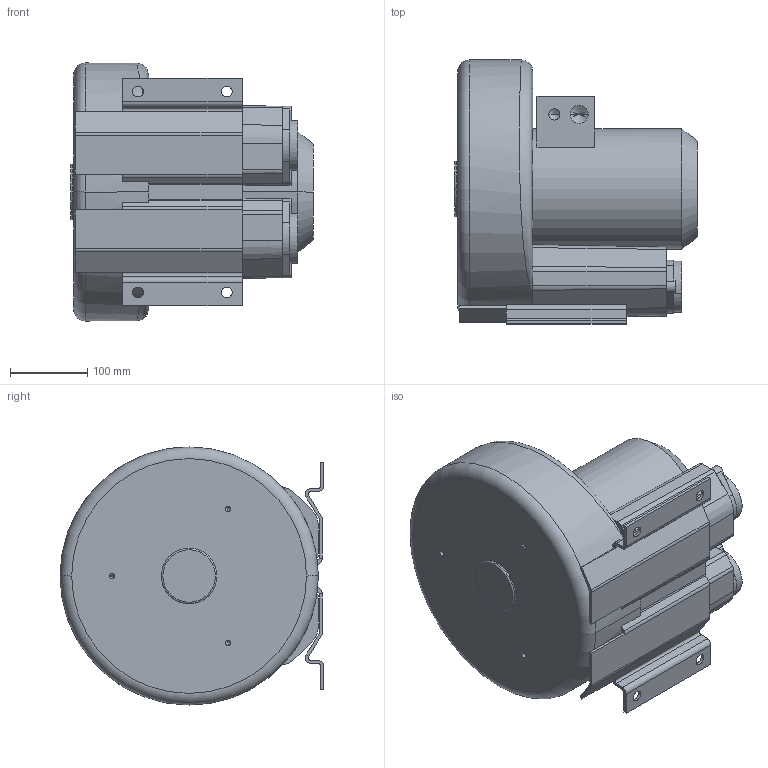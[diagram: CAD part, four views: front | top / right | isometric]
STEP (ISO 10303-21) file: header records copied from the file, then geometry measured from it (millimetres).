
FILE_DESCRIPTION((''),'2;1');
FILE_NAME('VSC0210_1MP111_ASM','2015-03-22T',('rnennstiel'),('vacuvane vacuum technology gmbh'),'PRO/ENGINEER BY PARAMETRIC TECHNOLOGY CORPORATION, 2010140','PRO/ENGINEER BY PARAMETRIC TECHNOLOGY CORPORATION, 2010140','');
FILE_SCHEMA(('AUTOMOTIVE_DESIGN_CC2 { 1 2 10303 214 -1 1 5 2 }'));
Length unit declared in the file: millimetre
Products named in the file (3): VSC0210_1MP111; GEWINDEFLANSCH_2_ZOLL; VSC0210_1MP111_ASM
Assembly tree (3 placements, depth 2):
  VSC0210_1MP111_ASM
    VSC0210_1MP111
    GEWINDEFLANSCH_2_ZOLL  x2
Bounding box: 314 x 341.5 x 334 mm (x, y, z)
Volume: 14596314.5 mm3; surface area: 743019.5 mm2
Topology: 3 solids, 3 shells, 950 faces, 2611 edges, 1704 vertices
Faces by surface type: extrusion 414, plane 348, cylinder 134, cone 48, torus 4, bspline 2
Entity records: 33701 total; most frequent: CARTESIAN_POINT 11600, ORIENTED_EDGE 4994, DIRECTION 3337, EDGE_CURVE 2497, VERTEX_POINT 1650, VECTOR 1649, B_SPLINE_CURVE_WITH_KNOTS 1342, LINE 1235
